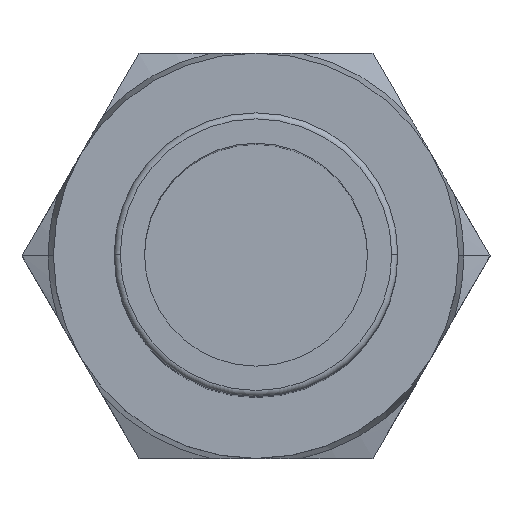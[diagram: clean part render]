
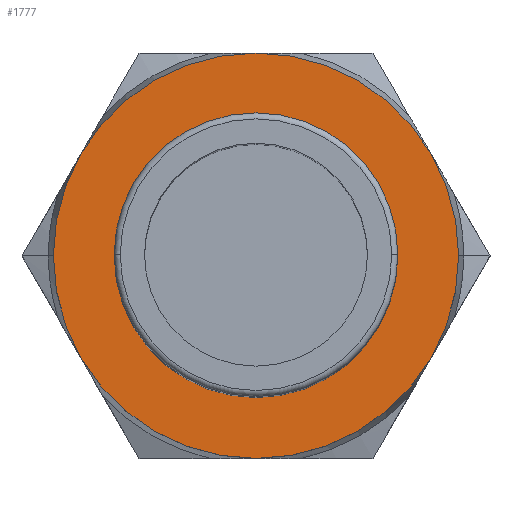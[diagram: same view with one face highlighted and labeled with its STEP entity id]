
A CAD part, top view. The second image highlights one B-rep face of the part: STEP entity #1777.
In plain terms, the highlighted planar face has unit normal (0, 0, 1).
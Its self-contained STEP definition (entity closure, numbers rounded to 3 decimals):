
#143=CARTESIAN_POINT('',(-10.,0.0,-6.6));
#144=VERTEX_POINT('',#143);
#187=CARTESIAN_POINT('',(10.,0.,-6.6));
#188=VERTEX_POINT('',#187);
#195=CARTESIAN_POINT('',(0.,0.0,-6.6));
#196=DIRECTION('',(0.0,0.0,1.0));
#197=DIRECTION('',(-1.0,0.0,0.0));
#198=AXIS2_PLACEMENT_3D('',#195,#196,#197);
#199=CIRCLE('',#198,10.);
#200=EDGE_CURVE('',#144,#188,#199,.T.);
#210=CARTESIAN_POINT('',(-7.,0.0,-6.6));
#211=VERTEX_POINT('',#210);
#220=CARTESIAN_POINT('',(7.,0.,-6.6));
#221=VERTEX_POINT('',#220);
#222=CARTESIAN_POINT('',(0.,0.0,-6.6));
#223=DIRECTION('',(0.0,0.0,1.0));
#224=DIRECTION('',(-1.0,0.0,0.0));
#225=AXIS2_PLACEMENT_3D('',#222,#223,#224);
#226=CIRCLE('',#225,7.);
#227=EDGE_CURVE('',#211,#221,#226,.T.);
#1733=CARTESIAN_POINT('',(0.,0.0,-6.6));
#1734=DIRECTION('',(0.0,0.0,1.0));
#1735=DIRECTION('',(-1.0,0.0,0.0));
#1736=AXIS2_PLACEMENT_3D('',#1733,#1734,#1735);
#1737=CIRCLE('',#1736,7.);
#1738=EDGE_CURVE('',#221,#211,#1737,.T.);
#1749=CARTESIAN_POINT('',(0.,0.0,-6.6));
#1750=DIRECTION('',(0.0,0.0,1.0));
#1751=DIRECTION('',(-1.0,0.0,0.0));
#1752=AXIS2_PLACEMENT_3D('',#1749,#1750,#1751);
#1753=CIRCLE('',#1752,10.);
#1754=EDGE_CURVE('',#188,#144,#1753,.T.);
#1764=CARTESIAN_POINT('',(-8.5,0.0,-6.6));
#1765=DIRECTION('',(0.0,0.0,1.0));
#1766=DIRECTION('',(1.0,0.0,0.0));
#1767=AXIS2_PLACEMENT_3D('',#1764,#1765,#1766);
#1768=PLANE('',#1767);
#1769=ORIENTED_EDGE('',*,*,#200,.T.);
#1770=ORIENTED_EDGE('',*,*,#1754,.T.);
#1771=EDGE_LOOP('',(#1769,#1770));
#1772=FACE_OUTER_BOUND('',#1771,.T.);
#1773=ORIENTED_EDGE('',*,*,#227,.F.);
#1774=ORIENTED_EDGE('',*,*,#1738,.F.);
#1775=EDGE_LOOP('',(#1773,#1774));
#1776=FACE_BOUND('',#1775,.T.);
#1777=ADVANCED_FACE('',(#1772,#1776),#1768,.T.);
